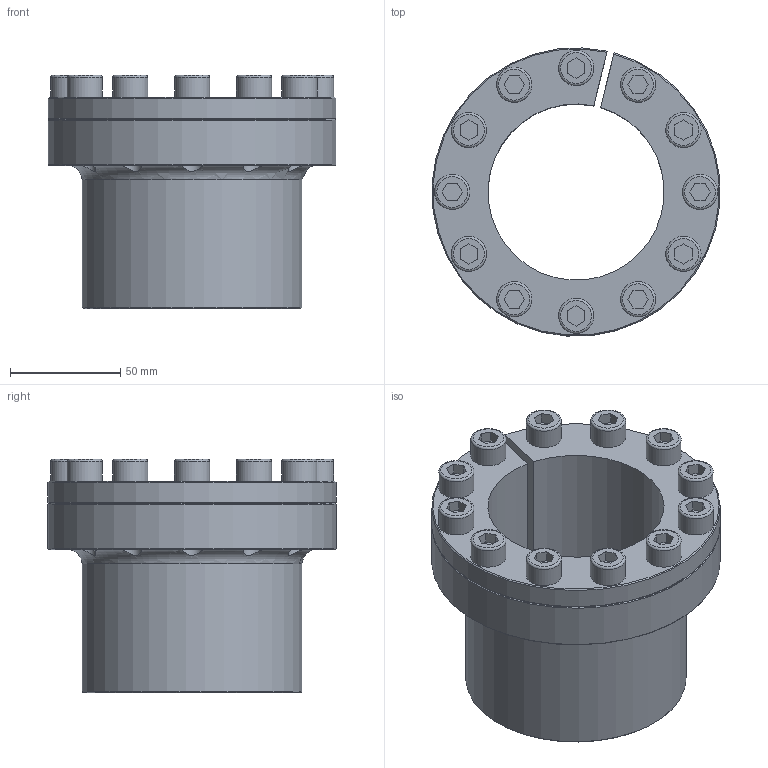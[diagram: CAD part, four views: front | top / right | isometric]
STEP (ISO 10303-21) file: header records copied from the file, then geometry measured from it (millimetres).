
FILE_DESCRIPTION(/* description */ (''),/* implementation_level */ '2;1');
FILE_NAME(/* name */ 'OBC 80x100x96 B.stp',/* time_stamp */ '2018-10-11T11:47:06+03:00',/* author */ ('ASUS'),/* organization */ ('TraceParts S.A.'),/* preprocessor_version */ 'ST-DEVELOPER v16.13',/* originating_system */ 'Autodesk Inventor 2018',/* authorisation */ '');
FILE_SCHEMA (('AUTOMOTIVE_DESIGN { 1 0 10303 214 3 1 1 }'));
Length unit declared in the file: millimetre
Products named in the file (1): locks_cl80x100t
Bounding box: 130.68 x 130.78 x 106 mm (x, y, z)
Volume: 423617.6 mm3; surface area: 101827.6 mm2
Topology: 1 solids, 1 shells, 206 faces, 552 edges, 360 vertices
Faces by surface type: plane 118, cylinder 41, torus 26, cone 21
Full cylindrical faces by diameter (mm): 10 x24, 16 x12
Entity records: 6997 total; most frequent: CARTESIAN_POINT 1891, DIRECTION 992, ORIENTED_EDGE 936, EDGE_CURVE 468, AXIS2_PLACEMENT_3D 367, VERTEX_POINT 336, EDGE_LOOP 304, LINE 258
